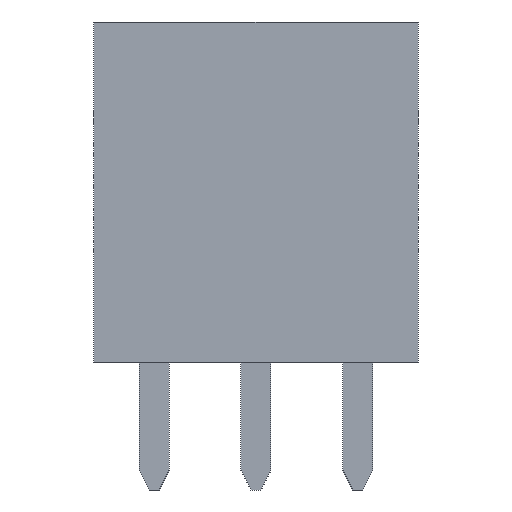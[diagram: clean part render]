
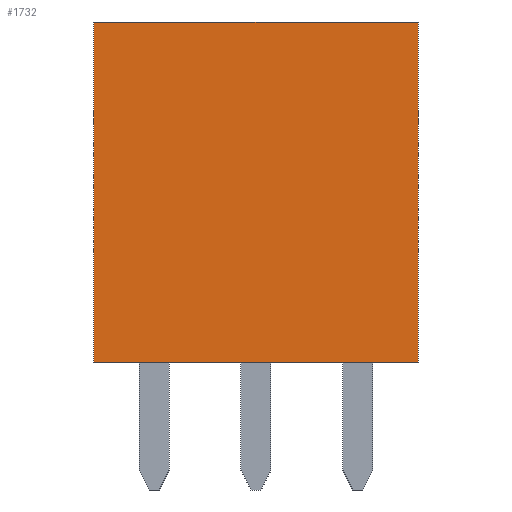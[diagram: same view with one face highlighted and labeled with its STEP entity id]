
A CAD part, front view. The second image highlights one B-rep face of the part: STEP entity #1732.
In plain terms, the highlighted planar face has unit normal (0, -1, 0).
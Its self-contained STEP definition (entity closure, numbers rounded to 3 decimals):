
#41 = VERTEX_POINT('',#42);
#42 = CARTESIAN_POINT('',(4.06,-2.54,11.7));
#50 = EDGE_CURVE('',#51,#41,#53,.T.);
#51 = VERTEX_POINT('',#52);
#52 = CARTESIAN_POINT('',(4.06,-2.54,3.2));
#53 = LINE('',#54,#55);
#54 = CARTESIAN_POINT('',(4.06,-2.54,3.2));
#55 = VECTOR('',#56,1.);
#56 = DIRECTION('',(0.,0.,1.));
#122 = VERTEX_POINT('',#123);
#123 = CARTESIAN_POINT('',(-4.06,-2.54,11.7));
#129 = EDGE_CURVE('',#122,#41,#130,.T.);
#130 = LINE('',#131,#132);
#131 = CARTESIAN_POINT('',(-4.06,-2.54,11.7));
#132 = VECTOR('',#133,1.);
#133 = DIRECTION('',(1.,0.,0.));
#348 = EDGE_CURVE('',#349,#122,#351,.T.);
#349 = VERTEX_POINT('',#350);
#350 = CARTESIAN_POINT('',(-4.06,-2.54,3.2));
#351 = LINE('',#352,#353);
#352 = CARTESIAN_POINT('',(-4.06,-2.54,3.2));
#353 = VECTOR('',#354,1.);
#354 = DIRECTION('',(0.,0.,1.));
#1669 = EDGE_CURVE('',#51,#349,#1670,.T.);
#1670 = LINE('',#1671,#1672);
#1671 = CARTESIAN_POINT('',(4.06,-2.54,3.2));
#1672 = VECTOR('',#1673,1.);
#1673 = DIRECTION('',(-1.,0.,0.));
#1732 = ADVANCED_FACE('',(#1733),#1739,.T.);
#1733 = FACE_BOUND('',#1734,.T.);
#1734 = EDGE_LOOP('',(#1735,#1736,#1737,#1738));
#1735 = ORIENTED_EDGE('',*,*,#1669,.F.);
#1736 = ORIENTED_EDGE('',*,*,#50,.T.);
#1737 = ORIENTED_EDGE('',*,*,#129,.F.);
#1738 = ORIENTED_EDGE('',*,*,#348,.F.);
#1739 = PLANE('',#1740);
#1740 = AXIS2_PLACEMENT_3D('',#1741,#1742,#1743);
#1741 = CARTESIAN_POINT('',(4.06,-2.54,3.2));
#1742 = DIRECTION('',(0.,-1.,0.));
#1743 = DIRECTION('',(0.,0.,-1.));
